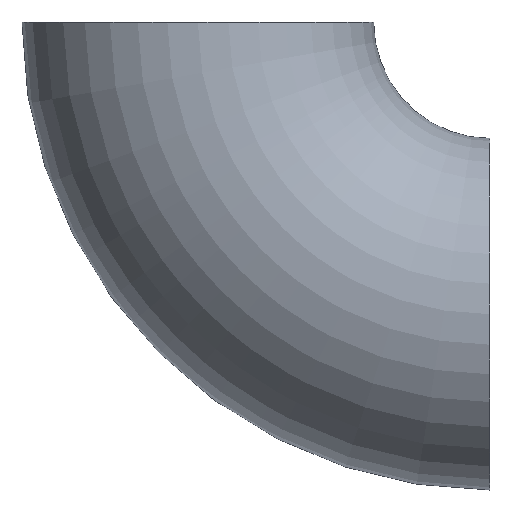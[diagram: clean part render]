
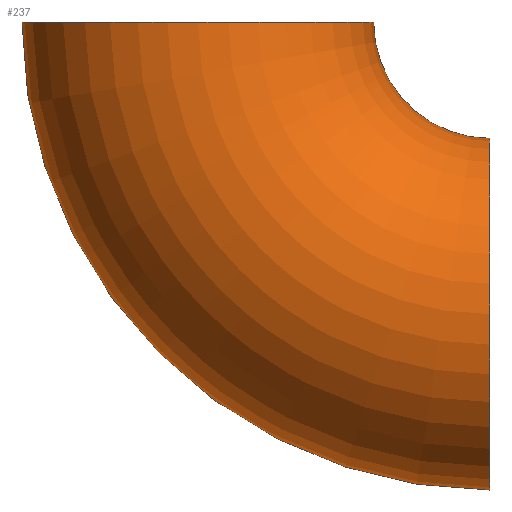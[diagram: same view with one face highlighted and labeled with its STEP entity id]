
A CAD part, front view. The second image highlights one B-rep face of the part: STEP entity #237.
In plain terms, the highlighted toroidal (fillet/blend) face has major radius 28 mm and minor radius 16.85 mm.
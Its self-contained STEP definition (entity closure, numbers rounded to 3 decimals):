
#1 = ORIENTED_EDGE ( 'NONE', *, *, #49, .F. ) ;
#5 = ORIENTED_EDGE ( 'NONE', *, *, #234, .F. ) ;
#11 = AXIS2_PLACEMENT_3D ( 'NONE', #91, #35, #57 ) ;
#12 = ORIENTED_EDGE ( 'NONE', *, *, #222, .T. ) ;
#14 = CARTESIAN_POINT ( 'NONE',  ( -28., 0., 0. ) ) ;
#15 = CARTESIAN_POINT ( 'NONE',  ( 0., 0., -44.85 ) ) ;
#35 = DIRECTION ( 'NONE',  ( 0., 1., 0. ) ) ;
#37 = DIRECTION ( 'NONE',  ( 0., 0., 1. ) ) ;
#44 = VERTEX_POINT ( 'NONE', #54 ) ;
#49 = EDGE_CURVE ( 'NONE', #220, #179, #241, .T. ) ;
#51 = AXIS2_PLACEMENT_3D ( 'NONE', #100, #244, #102 ) ;
#54 = CARTESIAN_POINT ( 'NONE',  ( -11.15, 0., 0. ) ) ;
#57 = DIRECTION ( 'NONE',  ( 0., 0., 1. ) ) ;
#59 = CIRCLE ( 'NONE', #11, 11.15 ) ;
#76 = CARTESIAN_POINT ( 'NONE',  ( 0., 0., 0. ) ) ;
#81 = AXIS2_PLACEMENT_3D ( 'NONE', #76, #209, #225 ) ;
#91 = CARTESIAN_POINT ( 'NONE',  ( 0., 0., 0. ) ) ;
#95 = ORIENTED_EDGE ( 'NONE', *, *, #127, .T. ) ;
#100 = CARTESIAN_POINT ( 'NONE',  ( 0., 0., 0. ) ) ;
#102 = DIRECTION ( 'NONE',  ( 0., 0., 1. ) ) ;
#126 = VERTEX_POINT ( 'NONE', #143 ) ;
#127 = EDGE_CURVE ( 'NONE', #220, #126, #193, .T. ) ;
#133 = AXIS2_PLACEMENT_3D ( 'NONE', #14, #37, #224 ) ;
#139 = DIRECTION ( 'NONE',  ( -1., 0., 0. ) ) ;
#143 = CARTESIAN_POINT ( 'NONE',  ( 0., 0., -11.15 ) ) ;
#145 = AXIS2_PLACEMENT_3D ( 'NONE', #240, #139, #160 ) ;
#160 = DIRECTION ( 'NONE',  ( 0., 0., 1. ) ) ;
#164 = EDGE_LOOP ( 'NONE', ( #1, #95, #12, #5 ) ) ;
#179 = VERTEX_POINT ( 'NONE', #187 ) ;
#187 = CARTESIAN_POINT ( 'NONE',  ( -44.85, 0., 0. ) ) ;
#193 = CIRCLE ( 'NONE', #145, 16.85 ) ;
#209 = DIRECTION ( 'NONE',  ( 0., 1., 0. ) ) ;
#211 = TOROIDAL_SURFACE ( 'NONE', #81, 28., 16.85 ) ;
#220 = VERTEX_POINT ( 'NONE', #15 ) ;
#222 = EDGE_CURVE ( 'NONE', #126, #44, #59, .T. ) ;
#224 = DIRECTION ( 'NONE',  ( 1., 0., 0. ) ) ;
#225 = DIRECTION ( 'NONE',  ( 0., 0., 1. ) ) ;
#234 = EDGE_CURVE ( 'NONE', #179, #44, #239, .T. ) ;
#237 = ADVANCED_FACE ( 'NONE', ( #251 ), #211, .T. ) ;
#239 = CIRCLE ( 'NONE', #133, 16.85 ) ;
#240 = CARTESIAN_POINT ( 'NONE',  ( 0., 0., -28. ) ) ;
#241 = CIRCLE ( 'NONE', #51, 44.85 ) ;
#244 = DIRECTION ( 'NONE',  ( 0., 1., 0. ) ) ;
#251 = FACE_OUTER_BOUND ( 'NONE', #164, .T. ) ;
